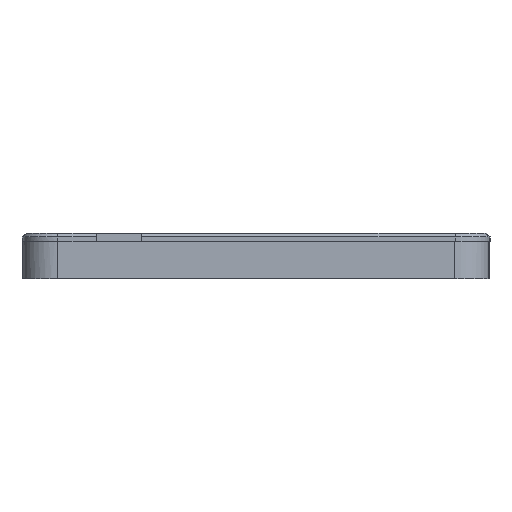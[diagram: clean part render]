
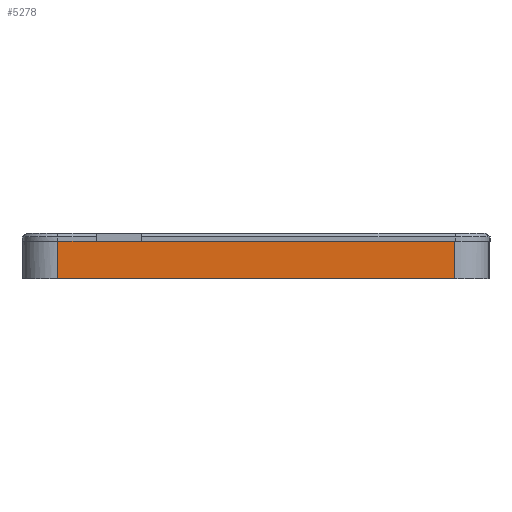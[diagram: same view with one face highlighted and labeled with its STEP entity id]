
A CAD part, left-side view. The second image highlights one B-rep face of the part: STEP entity #5278.
In plain terms, the highlighted planar face has unit normal (-1, 0, 0).
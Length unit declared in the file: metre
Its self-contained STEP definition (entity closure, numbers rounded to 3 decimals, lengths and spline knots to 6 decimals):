
#78=B_SPLINE_CURVE_WITH_KNOTS('',3,(#7847,#7848,#7849,#7850),
 .UNSPECIFIED.,.F.,.F.,(4,4),(0.,1.),.UNSPECIFIED.);
#1419=ORIENTED_EDGE('',*,*,#1994,.F.);
#1420=ORIENTED_EDGE('',*,*,#2344,.F.);
#1421=ORIENTED_EDGE('',*,*,#2345,.T.);
#1422=ORIENTED_EDGE('',*,*,#2346,.T.);
#1423=ORIENTED_EDGE('',*,*,#2001,.F.);
#1424=ORIENTED_EDGE('',*,*,#2347,.F.);
#1425=ORIENTED_EDGE('',*,*,#2020,.F.);
#1994=EDGE_CURVE('',#2741,#2739,#3152,.T.);
#2001=EDGE_CURVE('',#2747,#2746,#3157,.T.);
#2020=EDGE_CURVE('',#2739,#2753,#78,.F.);
#2344=EDGE_CURVE('',#2863,#2741,#3457,.T.);
#2345=EDGE_CURVE('',#2863,#2864,#3458,.T.);
#2346=EDGE_CURVE('',#2864,#2746,#3459,.T.);
#2347=EDGE_CURVE('',#2753,#2747,#3460,.T.);
#2739=VERTEX_POINT('',#7791);
#2741=VERTEX_POINT('',#7794);
#2746=VERTEX_POINT('',#7810);
#2747=VERTEX_POINT('',#7812);
#2753=VERTEX_POINT('',#7851);
#2863=VERTEX_POINT('',#8525);
#2864=VERTEX_POINT('',#8527);
#3152=LINE('',#7795,#3765);
#3157=LINE('',#7813,#3770);
#3457=LINE('',#8524,#4070);
#3458=LINE('',#8526,#4071);
#3459=LINE('',#8528,#4072);
#3460=LINE('',#8529,#4073);
#3765=VECTOR('',#6129,1.);
#3770=VECTOR('',#6140,1.);
#4070=VECTOR('',#6936,1.);
#4071=VECTOR('',#6937,1.);
#4072=VECTOR('',#6938,1.);
#4073=VECTOR('',#6939,1.);
#4406=EDGE_LOOP('',(#1419,#1420,#1421,#1422,#1423,#1424,#1425));
#4748=FACE_BOUND('',#4406,.T.);
#5018=PLANE('',#5667);
#5278=ADVANCED_FACE('',(#4748),#5018,.F.);
#5667=AXIS2_PLACEMENT_3D('',#8523,#6934,#6935);
#6129=DIRECTION('',(0.,-1.,0.));
#6140=DIRECTION('',(0.,-1.,0.));
#6934=DIRECTION('',(1.,0.,0.));
#6935=DIRECTION('',(0.,0.,1.));
#6936=DIRECTION('',(0.,0.,1.));
#6937=DIRECTION('',(0.,-1.,0.));
#6938=DIRECTION('',(0.,0.,1.));
#6939=DIRECTION('',(0.,-1.,0.));
#7791=CARTESIAN_POINT('',(-0.198091,0.039859,0.));
#7794=CARTESIAN_POINT('',(-0.198087,0.039958,0.));
#7795=CARTESIAN_POINT('',(-0.198087,0.039955,0.));
#7810=CARTESIAN_POINT('',(-0.198087,-0.039449,0.));
#7812=CARTESIAN_POINT('',(-0.198088,0.023117,0.));
#7813=CARTESIAN_POINT('',(-0.198087,0.039955,0.));
#7847=CARTESIAN_POINT('',(-0.198094,0.032146,0.));
#7848=CARTESIAN_POINT('',(-0.198094,0.034717,0.));
#7849=CARTESIAN_POINT('',(-0.198094,0.037288,0.));
#7850=CARTESIAN_POINT('',(-0.198094,0.039859,0.));
#7851=CARTESIAN_POINT('',(-0.198091,0.032146,0.));
#8523=CARTESIAN_POINT('',(-0.198087,0.039955,-0.0075));
#8524=CARTESIAN_POINT('',(-0.198087,0.039958,-0.0075));
#8525=CARTESIAN_POINT('',(-0.198087,0.039958,-0.0075));
#8526=CARTESIAN_POINT('',(-0.198087,0.039955,-0.0075));
#8527=CARTESIAN_POINT('',(-0.198087,-0.039449,-0.0075));
#8528=CARTESIAN_POINT('',(-0.198087,-0.039449,-0.0075));
#8529=CARTESIAN_POINT('',(-0.198087,0.039955,0.));
